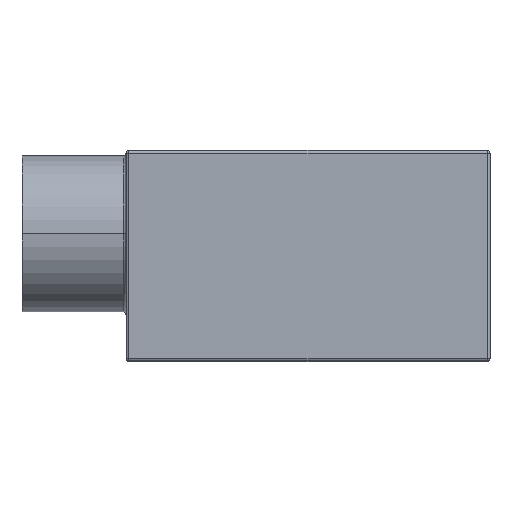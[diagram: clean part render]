
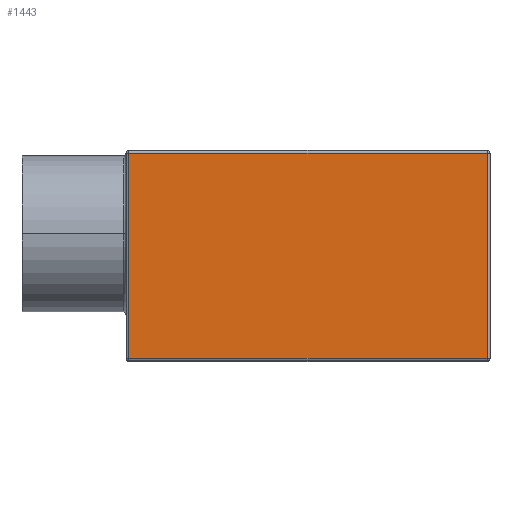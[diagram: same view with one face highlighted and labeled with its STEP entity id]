
A CAD part, top view. The second image highlights one B-rep face of the part: STEP entity #1443.
In plain terms, the highlighted planar face has unit normal (0, 0, 1).
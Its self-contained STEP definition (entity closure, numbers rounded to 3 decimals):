
#116 = LINE ( 'NONE', #4343, #2911 ) ;
#228 = LINE ( 'NONE', #10612, #11489 ) ;
#315 = CARTESIAN_POINT ( 'NONE',  ( -6.9, -3.95, 12.3 ) ) ;
#522 = CARTESIAN_POINT ( 'NONE',  ( 6.9, -3.95, 12.3 ) ) ;
#1325 = VERTEX_POINT ( 'NONE', #522 ) ;
#1443 = ADVANCED_FACE ( 'NONE', ( #5248 ), #13314, .T. ) ;
#1696 = DIRECTION ( 'NONE',  ( -1., 0., 0. ) ) ;
#1863 = ORIENTED_EDGE ( 'NONE', *, *, #11655, .T. ) ;
#2034 = VERTEX_POINT ( 'NONE', #315 ) ;
#2309 = DIRECTION ( 'NONE',  ( 0., -1., 0. ) ) ;
#2911 = VECTOR ( 'NONE', #3366, 1000. ) ;
#3366 = DIRECTION ( 'NONE',  ( 1., 0., 0. ) ) ;
#3618 = AXIS2_PLACEMENT_3D ( 'NONE', #6620, #11770, #12937 ) ;
#4343 = CARTESIAN_POINT ( 'NONE',  ( 7., -3.95, 12.3 ) ) ;
#5248 = FACE_OUTER_BOUND ( 'NONE', #7038, .T. ) ;
#5541 = DIRECTION ( 'NONE',  ( 0., 1., 0. ) ) ;
#6620 = CARTESIAN_POINT ( 'NONE',  ( 0., 0., 12.3 ) ) ;
#6646 = LINE ( 'NONE', #8604, #9678 ) ;
#6657 = EDGE_CURVE ( 'NONE', #2034, #1325, #116, .T. ) ;
#6821 = EDGE_CURVE ( 'NONE', #10980, #8540, #8123, .T. ) ;
#6987 = CARTESIAN_POINT ( 'NONE',  ( -6.9, 3.95, 12.3 ) ) ;
#7001 = ORIENTED_EDGE ( 'NONE', *, *, #6821, .T. ) ;
#7038 = EDGE_LOOP ( 'NONE', ( #1863, #10517, #10751, #7001 ) ) ;
#8123 = LINE ( 'NONE', #11116, #11976 ) ;
#8540 = VERTEX_POINT ( 'NONE', #6987 ) ;
#8604 = CARTESIAN_POINT ( 'NONE',  ( -6.9, -4.05, 12.3 ) ) ;
#9678 = VECTOR ( 'NONE', #2309, 1000. ) ;
#10286 = EDGE_CURVE ( 'NONE', #1325, #10980, #228, .T. ) ;
#10517 = ORIENTED_EDGE ( 'NONE', *, *, #6657, .T. ) ;
#10612 = CARTESIAN_POINT ( 'NONE',  ( 6.9, 4.05, 12.3 ) ) ;
#10751 = ORIENTED_EDGE ( 'NONE', *, *, #10286, .T. ) ;
#10980 = VERTEX_POINT ( 'NONE', #13236 ) ;
#11116 = CARTESIAN_POINT ( 'NONE',  ( -7., 3.95, 12.3 ) ) ;
#11489 = VECTOR ( 'NONE', #5541, 1000. ) ;
#11655 = EDGE_CURVE ( 'NONE', #8540, #2034, #6646, .T. ) ;
#11770 = DIRECTION ( 'NONE',  ( 0., 0., 1. ) ) ;
#11976 = VECTOR ( 'NONE', #1696, 1000. ) ;
#12937 = DIRECTION ( 'NONE',  ( 1., 0., 0. ) ) ;
#13236 = CARTESIAN_POINT ( 'NONE',  ( 6.9, 3.95, 12.3 ) ) ;
#13314 = PLANE ( 'NONE',  #3618 ) ;
